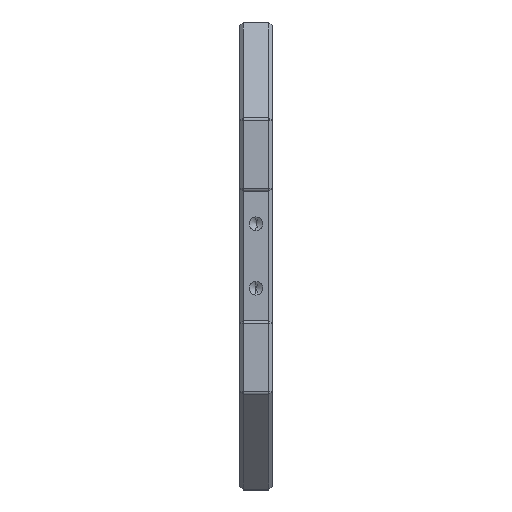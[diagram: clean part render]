
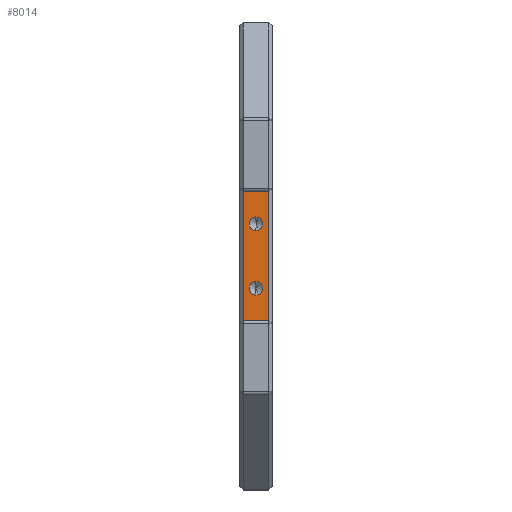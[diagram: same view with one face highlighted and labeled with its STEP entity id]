
A CAD part, left-side view. The second image highlights one B-rep face of the part: STEP entity #8014.
In plain terms, the highlighted planar face has unit normal (-1, 0, 0).
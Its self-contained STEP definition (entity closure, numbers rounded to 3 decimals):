
#248 = DIRECTION ( 'NONE',  ( 0., 0., 1. ) ) ;
#497 = CARTESIAN_POINT ( 'NONE',  ( -124., 5., 0. ) ) ;
#609 = ORIENTED_EDGE ( 'NONE', *, *, #5922, .F. ) ;
#945 = AXIS2_PLACEMENT_3D ( 'NONE', #9645, #5164, #9711 ) ;
#1079 = CARTESIAN_POINT ( 'NONE',  ( -124., -4., 20. ) ) ;
#1183 = EDGE_LOOP ( 'NONE', ( #3390, #7350, #2972, #5178 ) ) ;
#1383 = CIRCLE ( 'NONE', #5667, 2.1 ) ;
#1676 = CIRCLE ( 'NONE', #945, 2.1 ) ;
#1775 = FACE_BOUND ( 'NONE', #7452, .T. ) ;
#1903 = EDGE_CURVE ( 'NONE', #6931, #12810, #1383, .T. ) ;
#2367 = CIRCLE ( 'NONE', #8326, 2.1 ) ;
#2370 = LINE ( 'NONE', #3194, #5076 ) ;
#2542 = VERTEX_POINT ( 'NONE', #7565 ) ;
#2972 = ORIENTED_EDGE ( 'NONE', *, *, #11637, .T. ) ;
#3138 = CARTESIAN_POINT ( 'NONE',  ( -124., 4., -20. ) ) ;
#3159 = DIRECTION ( 'NONE',  ( 0., -1., 0. ) ) ;
#3194 = CARTESIAN_POINT ( 'NONE',  ( -124., -4., 0. ) ) ;
#3390 = ORIENTED_EDGE ( 'NONE', *, *, #6884, .F. ) ;
#3515 = LINE ( 'NONE', #12639, #14244 ) ;
#3581 = CARTESIAN_POINT ( 'NONE',  ( -124., -4., -20. ) ) ;
#3594 = DIRECTION ( 'NONE',  ( -1., 0., 0. ) ) ;
#3820 = DIRECTION ( 'NONE',  ( 0., -1., 0. ) ) ;
#3983 = CARTESIAN_POINT ( 'NONE',  ( -124., 0., -12.1 ) ) ;
#4450 = ORIENTED_EDGE ( 'NONE', *, *, #12838, .F. ) ;
#4492 = LINE ( 'NONE', #11143, #13301 ) ;
#5076 = VECTOR ( 'NONE', #14759, 1000. ) ;
#5135 = FACE_BOUND ( 'NONE', #11757, .T. ) ;
#5164 = DIRECTION ( 'NONE',  ( -1., 0., 0. ) ) ;
#5178 = ORIENTED_EDGE ( 'NONE', *, *, #9447, .T. ) ;
#5430 = VECTOR ( 'NONE', #11346, 1000. ) ;
#5433 = CIRCLE ( 'NONE', #6384, 2.1 ) ;
#5544 = CARTESIAN_POINT ( 'NONE',  ( -124., 0., 12.1 ) ) ;
#5667 = AXIS2_PLACEMENT_3D ( 'NONE', #11464, #12742, #8184 ) ;
#5700 = ORIENTED_EDGE ( 'NONE', *, *, #1903, .F. ) ;
#5762 = AXIS2_PLACEMENT_3D ( 'NONE', #497, #10878, #6327 ) ;
#5922 = EDGE_CURVE ( 'NONE', #7228, #11378, #1676, .T. ) ;
#5941 = CARTESIAN_POINT ( 'NONE',  ( -124., 0., -10. ) ) ;
#6327 = DIRECTION ( 'NONE',  ( 0., 0., -1. ) ) ;
#6361 = ORIENTED_EDGE ( 'NONE', *, *, #6650, .F. ) ;
#6384 = AXIS2_PLACEMENT_3D ( 'NONE', #5941, #7295, #248 ) ;
#6650 = EDGE_CURVE ( 'NONE', #11378, #7228, #5433, .T. ) ;
#6884 = EDGE_CURVE ( 'NONE', #2542, #12275, #4492, .T. ) ;
#6931 = VERTEX_POINT ( 'NONE', #7717 ) ;
#7228 = VERTEX_POINT ( 'NONE', #13300 ) ;
#7295 = DIRECTION ( 'NONE',  ( -1., 0., 0. ) ) ;
#7350 = ORIENTED_EDGE ( 'NONE', *, *, #11946, .T. ) ;
#7452 = EDGE_LOOP ( 'NONE', ( #4450, #5700 ) ) ;
#7565 = CARTESIAN_POINT ( 'NONE',  ( -124., 4., 20. ) ) ;
#7717 = CARTESIAN_POINT ( 'NONE',  ( -124., 0., 7.9 ) ) ;
#8014 = ADVANCED_FACE ( 'NONE', ( #5135, #1775, #9457 ), #14025, .F. ) ;
#8184 = DIRECTION ( 'NONE',  ( 0., 0., 1. ) ) ;
#8326 = AXIS2_PLACEMENT_3D ( 'NONE', #13835, #3594, #12715 ) ;
#8751 = VERTEX_POINT ( 'NONE', #3581 ) ;
#9046 = CARTESIAN_POINT ( 'NONE',  ( -124., 4., -20. ) ) ;
#9447 = EDGE_CURVE ( 'NONE', #8751, #12275, #2370, .T. ) ;
#9457 = FACE_OUTER_BOUND ( 'NONE', #1183, .T. ) ;
#9645 = CARTESIAN_POINT ( 'NONE',  ( -124., 0., -10. ) ) ;
#9711 = DIRECTION ( 'NONE',  ( 0., 0., 1. ) ) ;
#10878 = DIRECTION ( 'NONE',  ( 1., 0., 0. ) ) ;
#11143 = CARTESIAN_POINT ( 'NONE',  ( -124., 5., 20. ) ) ;
#11346 = DIRECTION ( 'NONE',  ( 0., 0., -1. ) ) ;
#11378 = VERTEX_POINT ( 'NONE', #3983 ) ;
#11464 = CARTESIAN_POINT ( 'NONE',  ( -124., 0., 10. ) ) ;
#11584 = VERTEX_POINT ( 'NONE', #9046 ) ;
#11637 = EDGE_CURVE ( 'NONE', #11584, #8751, #3515, .T. ) ;
#11757 = EDGE_LOOP ( 'NONE', ( #609, #6361 ) ) ;
#11946 = EDGE_CURVE ( 'NONE', #2542, #11584, #13366, .T. ) ;
#12275 = VERTEX_POINT ( 'NONE', #1079 ) ;
#12639 = CARTESIAN_POINT ( 'NONE',  ( -124., 5., -20. ) ) ;
#12715 = DIRECTION ( 'NONE',  ( 0., 0., 1. ) ) ;
#12742 = DIRECTION ( 'NONE',  ( -1., 0., 0. ) ) ;
#12810 = VERTEX_POINT ( 'NONE', #5544 ) ;
#12838 = EDGE_CURVE ( 'NONE', #12810, #6931, #2367, .T. ) ;
#13300 = CARTESIAN_POINT ( 'NONE',  ( -124., 0., -7.9 ) ) ;
#13301 = VECTOR ( 'NONE', #3159, 1000. ) ;
#13366 = LINE ( 'NONE', #3138, #5430 ) ;
#13835 = CARTESIAN_POINT ( 'NONE',  ( -124., 0., 10. ) ) ;
#14025 = PLANE ( 'NONE',  #5762 ) ;
#14244 = VECTOR ( 'NONE', #3820, 1000. ) ;
#14759 = DIRECTION ( 'NONE',  ( 0., 0., 1. ) ) ;
